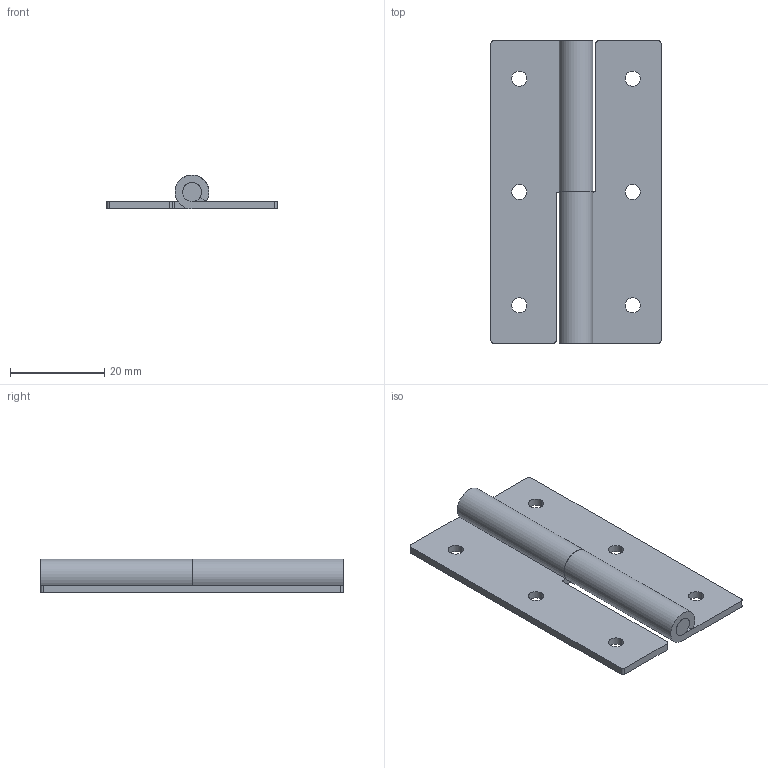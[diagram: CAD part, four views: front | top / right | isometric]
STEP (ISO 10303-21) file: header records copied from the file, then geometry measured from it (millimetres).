
FILE_DESCRIPTION( (''), '2;1');
FILE_NAME ('PC50.3596.TH_177_R_17739.stp','2021-03-30T11:52:42',(''),(''),'spGate 17.5.2','','');
FILE_SCHEMA (('AUTOMOTIVE_DESIGN'));
Length unit declared in the file: millimetre
Products named in the file (4): Assembly; part1; part2; part3
Assembly tree (3 placements, depth 2):
  Assembly
    part1
    part2
    part3
Bounding box: 36 x 64 x 7.19 mm (x, y, z)
Volume: 5488.7 mm3; surface area: 7399.2 mm2
Topology: 3 solids, 3 shells, 46 faces, 118 edges, 78 vertices
Faces by surface type: cylinder 26, plane 18, bspline 2
Entity records: 2488 total; most frequent: CARTESIAN_POINT 284, DIRECTION 260, ORIENTED_EDGE 236, COLOUR_RGB 167, PRESENTATION_STYLE_ASSIGNMENT 167, STYLED_ITEM 167, EDGE_CURVE 118, DRAUGHTING_PRE_DEFINED_CURVE_FONT 118
